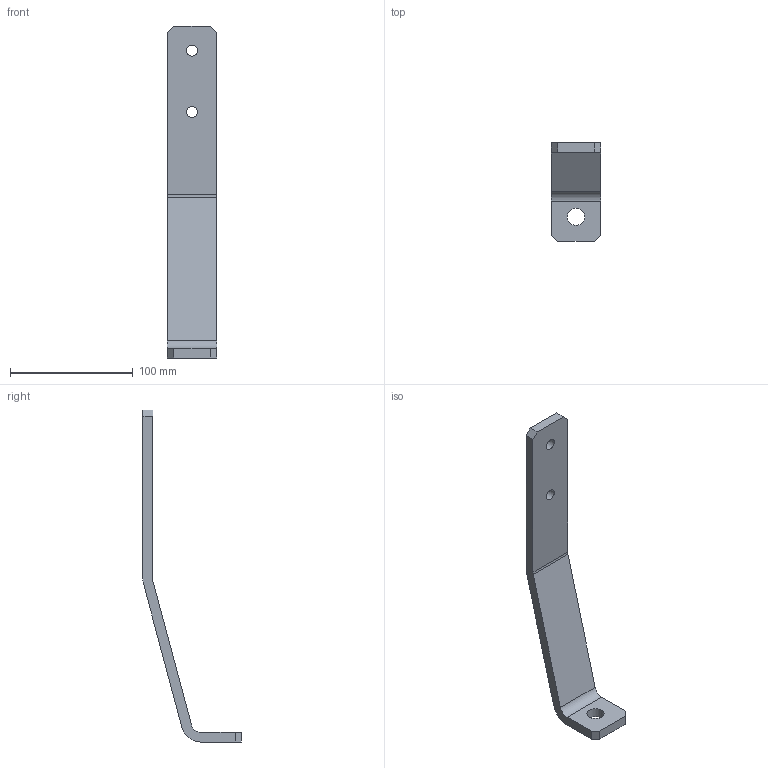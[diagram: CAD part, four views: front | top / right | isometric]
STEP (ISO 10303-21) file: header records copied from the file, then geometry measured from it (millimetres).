
FILE_DESCRIPTION(/* description */ (''),/* implementation_level */ '2;1');
FILE_NAME(/* name */ '34-270-1.step',/* time_stamp */ '2020-10-28T09:00:43-04:00',/* author */ (''),/* organization */ (''),/* preprocessor_version */ 'ST-DEVELOPER v18.1',/* originating_system */ 'Autodesk Translation Framework v9.3.0.1241',/* authorisation */ '');
FILE_SCHEMA (('AUTOMOTIVE_DESIGN { 1 0 10303 214 3 1 1 }'));
Length unit declared in the file: millimetre
Products named in the file (2): 34-270-1; 21.0015_2 ANGLE BRKT FLR FAST LONG
Assembly tree (1 placements, depth 2):
  34-270-1
    21.0015_2 ANGLE BRKT FLR FAST LONG
Bounding box: 40 x 80 x 270 mm (x, y, z)
Volume: 96451.4 mm3; surface area: 30418.4 mm2
Topology: 1 solids, 1 shells, 21 faces, 57 edges, 38 vertices
Faces by surface type: plane 14, cylinder 7
Full cylindrical faces by diameter (mm): 9 x2, 14 x1
Entity records: 737 total; most frequent: DIRECTION 119, CARTESIAN_POINT 119, ORIENTED_EDGE 114, EDGE_CURVE 57, LINE 43, VECTOR 43, VERTEX_POINT 38, AXIS2_PLACEMENT_3D 38
